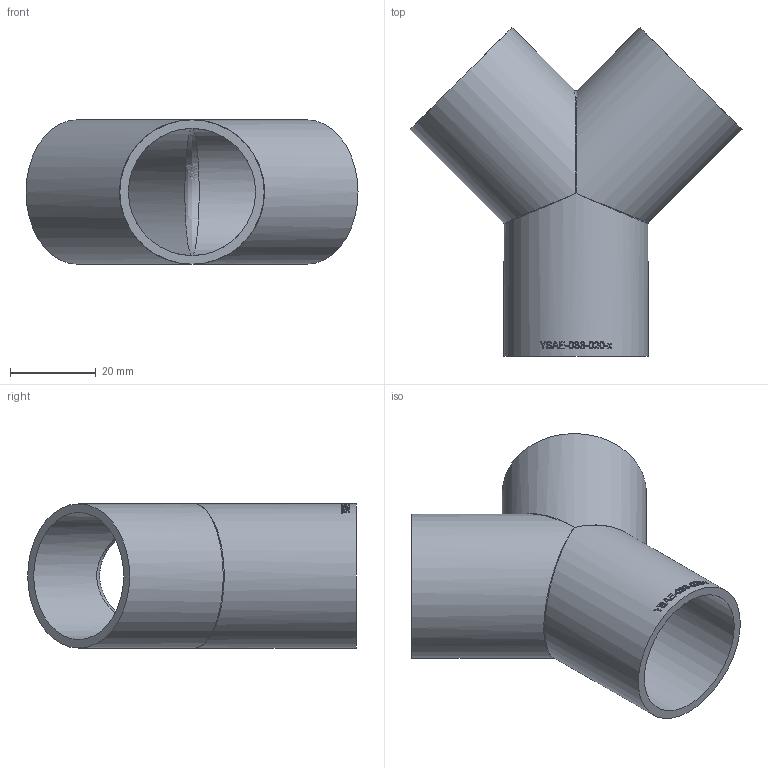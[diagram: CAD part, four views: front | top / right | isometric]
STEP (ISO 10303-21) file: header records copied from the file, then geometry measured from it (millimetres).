
FILE_DESCRIPTION (( 'STEP AP214' ), '1' );
FILE_NAME ('YSAE-033-020-x Y-Stück 2005.STEP', '2020-05-26T13:27:51', ( '' ), ( '' ), 'SwSTEP 2.0', 'SolidWorks 2019', '' );
FILE_SCHEMA (( 'AUTOMOTIVE_DESIGN' ));
Length unit declared in the file: millimetre
Products named in the file (1): YSAE-033-020-x Y-Stück 2005
Bounding box: 77.57 x 76.78 x 33.7 mm (x, y, z)
Volume: 18997.9 mm3; surface area: 19592.7 mm2
Topology: 1 solids, 1 shells, 190 faces, 514 edges, 330 vertices
Faces by surface type: bspline 119, plane 46, cylinder 25
Full cylindrical faces by diameter (mm): 29.7 x3, 33.7 x3
Entity records: 17540 total; most frequent: CARTESIAN_POINT 12059, ORIENTED_EDGE 972, EDGE_CURVE 486, B_SPLINE_CURVE_WITH_KNOTS 354, DIRECTION 324, VERTEX_POINT 322, EDGE_LOOP 216, FACE_OUTER_BOUND 195
